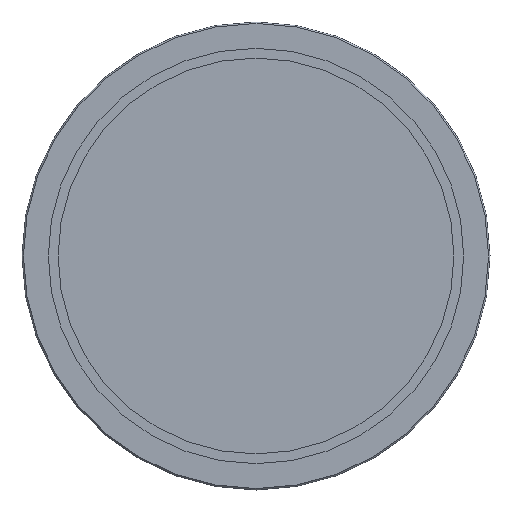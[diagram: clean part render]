
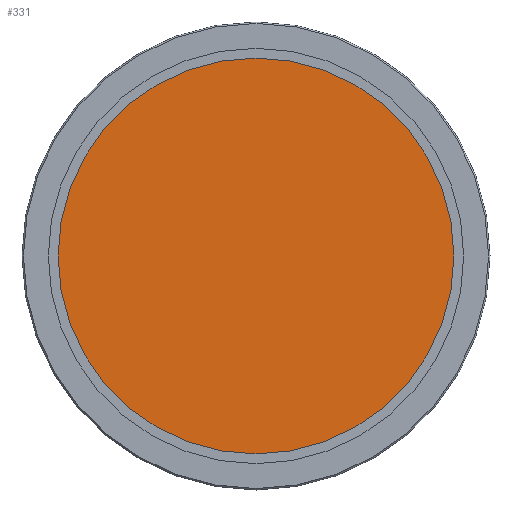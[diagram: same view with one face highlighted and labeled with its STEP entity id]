
A CAD part, left-side view. The second image highlights one B-rep face of the part: STEP entity #331.
In plain terms, the highlighted planar face has unit normal (-1, 0, 0).
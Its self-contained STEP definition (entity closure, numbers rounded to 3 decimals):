
#10 = ORIENTED_EDGE ( 'NONE', *, *, #25, .F. ) ;
#25 = EDGE_CURVE ( 'NONE', #166, #166, #402, .T. ) ;
#28 = AXIS2_PLACEMENT_3D ( 'NONE', #399, #209, #270 ) ;
#50 = CARTESIAN_POINT ( 'NONE',  ( 0., 0., 101.5 ) ) ;
#58 = DIRECTION ( 'NONE',  ( 0., 0., 1. ) ) ;
#150 = CARTESIAN_POINT ( 'NONE',  ( 0., 0., 0. ) ) ;
#166 = VERTEX_POINT ( 'NONE', #50 ) ;
#167 = FACE_OUTER_BOUND ( 'NONE', #289, .T. ) ;
#181 = DIRECTION ( 'NONE',  ( 1., 0., 0. ) ) ;
#207 = AXIS2_PLACEMENT_3D ( 'NONE', #150, #181, #58 ) ;
#209 = DIRECTION ( 'NONE',  ( 1., 0., 0. ) ) ;
#270 = DIRECTION ( 'NONE',  ( 0., 0., -1. ) ) ;
#289 = EDGE_LOOP ( 'NONE', ( #10 ) ) ;
#331 = ADVANCED_FACE ( 'NONE', ( #167 ), #367, .F. ) ;
#367 = PLANE ( 'NONE',  #28 ) ;
#399 = CARTESIAN_POINT ( 'NONE',  ( 0., 0., 0. ) ) ;
#402 = CIRCLE ( 'NONE', #207, 101.5 ) ;
